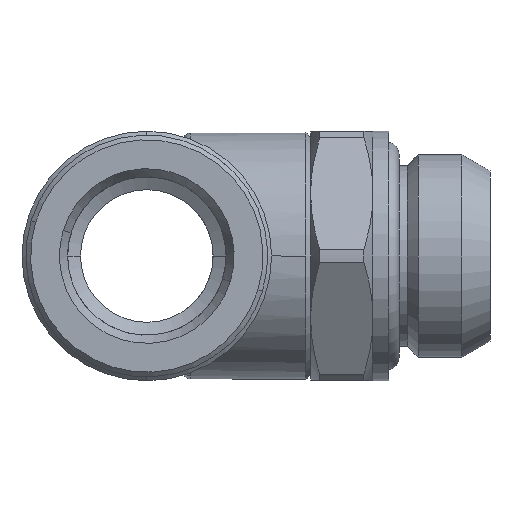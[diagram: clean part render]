
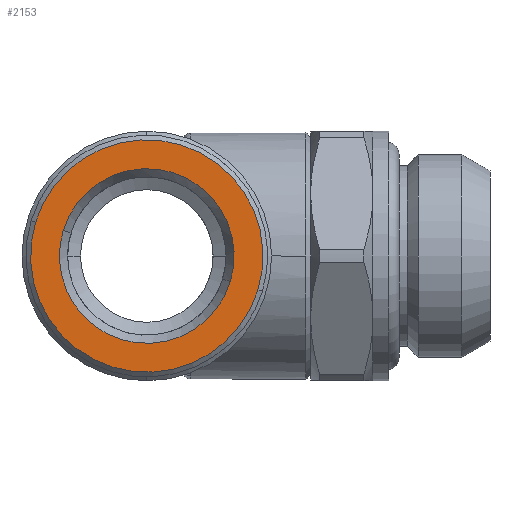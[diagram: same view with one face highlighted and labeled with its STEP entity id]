
A CAD part, left-side view. The second image highlights one B-rep face of the part: STEP entity #2153.
In plain terms, the highlighted planar face has unit normal (-1, 0, 0).
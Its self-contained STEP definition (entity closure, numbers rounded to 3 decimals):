
#2057 = FACE_BOUND ( 'NONE', #2059, .T. ) ;
#2058 = FACE_OUTER_BOUND ( 'NONE', #2122, .T. ) ;
#2059 = EDGE_LOOP ( 'NONE', ( #2133, #2138 ) ) ;
#2061 = EDGE_CURVE ( 'NONE', #3588, #3589, #2071, .T. ) ;
#2065 = DIRECTION ( 'NONE',  ( 0., 0.957, 0.291 ) ) ;
#2069 = AXIS2_PLACEMENT_3D ( 'NONE', #2085, #2120, #2065 ) ;
#2071 = CIRCLE ( 'NONE', #2069, 5.6 ) ;
#2085 = CARTESIAN_POINT ( 'NONE',  ( -25.8, 0., 0. ) ) ;
#2088 = DIRECTION ( 'NONE',  ( 0., -0.957, -0.291 ) ) ;
#2089 = DIRECTION ( 'NONE',  ( -1., 0., 0. ) ) ;
#2090 = CARTESIAN_POINT ( 'NONE',  ( -25.8, -2.167, 7.128 ) ) ;
#2091 = AXIS2_PLACEMENT_3D ( 'NONE', #2090, #2089, #2088 ) ;
#2092 = PLANE ( 'NONE',  #2091 ) ;
#2100 = DIRECTION ( 'NONE',  ( 0., 0.957, 0.291 ) ) ;
#2101 = DIRECTION ( 'NONE',  ( 1., 0., 0. ) ) ;
#2120 = DIRECTION ( 'NONE',  ( 1., 0., 0. ) ) ;
#2122 = EDGE_LOOP ( 'NONE', ( #2123, #2178 ) ) ;
#2123 = ORIENTED_EDGE ( 'NONE', *, *, #3571, .F. ) ;
#2124 = CARTESIAN_POINT ( 'NONE',  ( -25.8, 0., 0. ) ) ;
#2125 = AXIS2_PLACEMENT_3D ( 'NONE', #2124, #2101, #2100 ) ;
#2126 = CIRCLE ( 'NONE', #2125, 7.45 ) ;
#2133 = ORIENTED_EDGE ( 'NONE', *, *, #3657, .T. ) ;
#2138 = ORIENTED_EDGE ( 'NONE', *, *, #2061, .T. ) ;
#2153 = ADVANCED_FACE ( 'NONE', ( #2057, #2058 ), #2092, .T. ) ;
#2178 = ORIENTED_EDGE ( 'NONE', *, *, #2181, .F. ) ;
#2181 = EDGE_CURVE ( 'NONE', #3676, #3577, #2126, .T. ) ;
#2649 = CARTESIAN_POINT ( 'NONE',  ( -25.8, 7.128, 2.167 ) ) ;
#2660 = AXIS2_PLACEMENT_3D ( 'NONE', #2670, #2669, #2668 ) ;
#2661 = CIRCLE ( 'NONE', #2660, 7.45 ) ;
#2668 = DIRECTION ( 'NONE',  ( 0., 0.957, 0.291 ) ) ;
#2669 = DIRECTION ( 'NONE',  ( 1., 0., 0. ) ) ;
#2670 = CARTESIAN_POINT ( 'NONE',  ( -25.8, 0., 0. ) ) ;
#2693 = CARTESIAN_POINT ( 'NONE',  ( -25.8, -5.358, -1.629 ) ) ;
#2718 = CARTESIAN_POINT ( 'NONE',  ( -25.8, 5.358, 1.629 ) ) ;
#2979 = CIRCLE ( 'NONE', #2985, 5.6 ) ;
#2985 = AXIS2_PLACEMENT_3D ( 'NONE', #2988, #2987, #2986 ) ;
#2986 = DIRECTION ( 'NONE',  ( 0., 0.957, 0.291 ) ) ;
#2987 = DIRECTION ( 'NONE',  ( 1., 0., 0. ) ) ;
#2988 = CARTESIAN_POINT ( 'NONE',  ( -25.8, 0., 0. ) ) ;
#3087 = CARTESIAN_POINT ( 'NONE',  ( -25.8, -7.128, -2.167 ) ) ;
#3571 = EDGE_CURVE ( 'NONE', #3577, #3676, #2661, .T. ) ;
#3577 = VERTEX_POINT ( 'NONE', #2649 ) ;
#3588 = VERTEX_POINT ( 'NONE', #2718 ) ;
#3589 = VERTEX_POINT ( 'NONE', #2693 ) ;
#3657 = EDGE_CURVE ( 'NONE', #3589, #3588, #2979, .T. ) ;
#3676 = VERTEX_POINT ( 'NONE', #3087 ) ;
